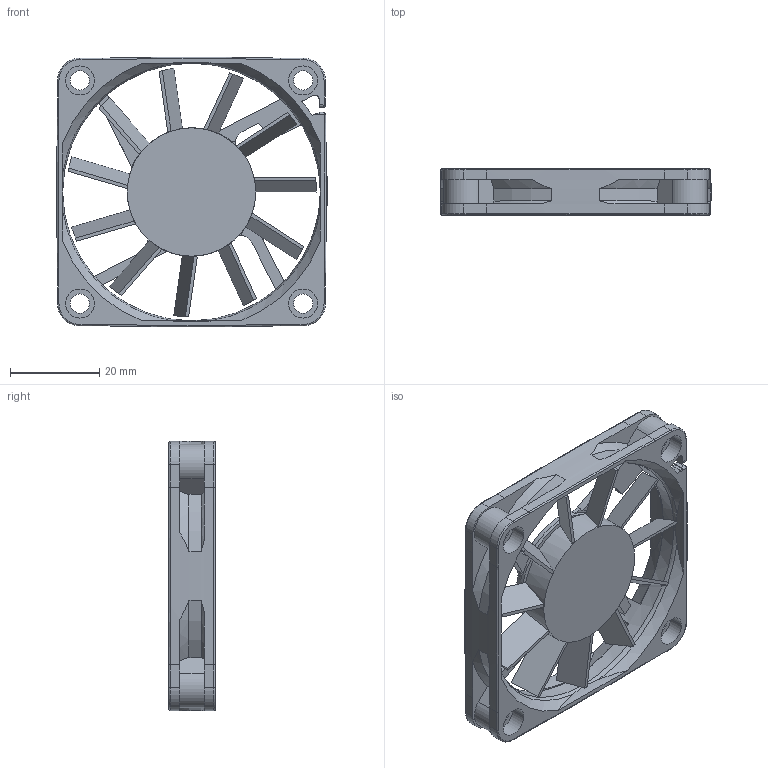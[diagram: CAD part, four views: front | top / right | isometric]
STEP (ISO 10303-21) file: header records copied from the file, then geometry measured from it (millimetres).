
FILE_DESCRIPTION((''),'2;1');
FILE_NAME('EFB0612HHA-F00','2016-10-26T',('DURANT.QIAN'),(''),'PRO/ENGINEER BY PARAMETRIC TECHNOLOGY CORPORATION, 2012480','PRO/ENGINEER BY PARAMETRIC TECHNOLOGY CORPORATION, 2012480','');
FILE_SCHEMA(('CONFIG_CONTROL_DESIGN'));
Length unit declared in the file: millimetre
Products named in the file (1): EFB0612HHA-F00
Bounding box: 60.58 x 10.4 x 60.37 mm (x, y, z)
Volume: 12838.6 mm3; surface area: 13403.5 mm2
Topology: 2 solids, 2 shells, 311 faces, 874 edges, 569 vertices
Faces by surface type: plane 134, cylinder 119, cone 28, torus 22, bspline 7, sphere 1
Entity records: 10743 total; most frequent: CARTESIAN_POINT 2691, ORIENTED_EDGE 1748, DIRECTION 1661, EDGE_CURVE 874, AXIS2_PLACEMENT_3D 656, VERTEX_POINT 569, CIRCLE 352, VECTOR 349
